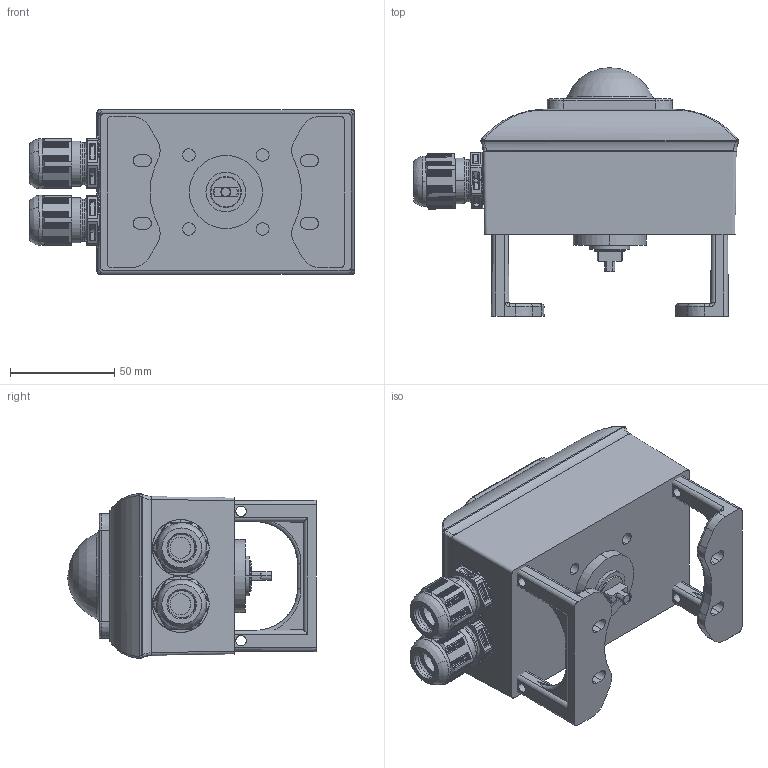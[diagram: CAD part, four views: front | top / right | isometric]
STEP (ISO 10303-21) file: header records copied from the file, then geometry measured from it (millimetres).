
FILE_DESCRIPTION (( 'STEP AP203' ), '1' );
FILE_NAME ('E_P_02-2KV-3D.STEP', '2022-12-19T07:21:55', ( '' ), ( '' ), 'SwSTEP 2.0', 'SolidWorks 2022', '' );
FILE_SCHEMA (( 'CONFIG_CONTROL_DESIGN' ));
Products named in the file (1): E_P_02-2KV-3D
Bounding box: 155.84 x 119 x 78.99 mm (x, y, z)
Volume: 620804.2 mm3; surface area: 83454.8 mm2
Topology: 7 solids, 7 shells, 1584 faces, 4081 edges, 2513 vertices
Faces by surface type: cylinder 421, plane 410, cone 354, bspline 348, torus 44, sphere 7
Entity records: 56774 total; most frequent: CARTESIAN_POINT 21336, ORIENTED_EDGE 8104, DIRECTION 6585, EDGE_CURVE 4052, AXIS2_PLACEMENT_3D 2552, VERTEX_POINT 2511, EDGE_LOOP 1657, FACE_OUTER_BOUND 1584
